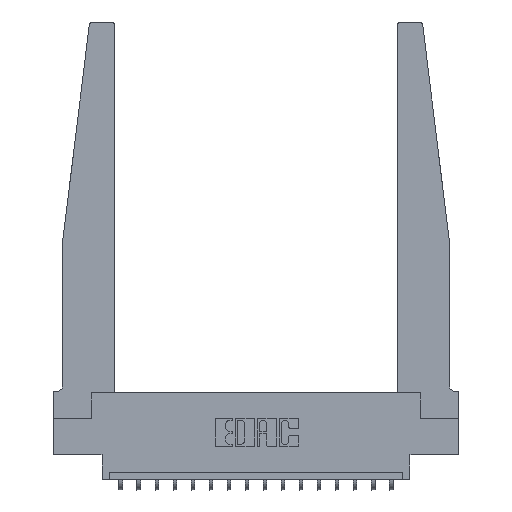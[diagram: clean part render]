
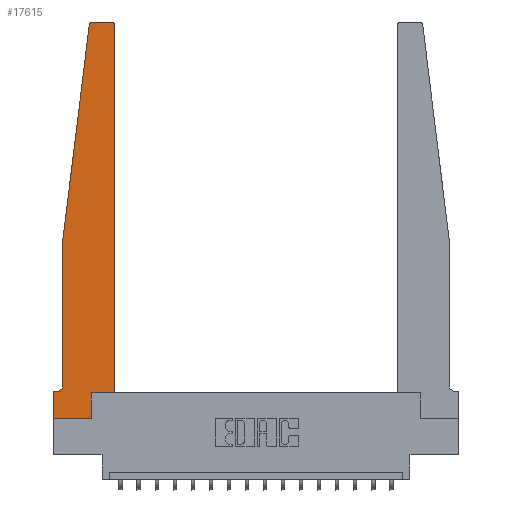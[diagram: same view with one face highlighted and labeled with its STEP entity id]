
A CAD part, top view. The second image highlights one B-rep face of the part: STEP entity #17615.
In plain terms, the highlighted planar face has unit normal (0, 0, 1).
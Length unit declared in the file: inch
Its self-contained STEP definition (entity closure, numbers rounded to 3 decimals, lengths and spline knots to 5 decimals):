
#115 = DIRECTION ( 'NONE',  ( -0.122, -0.992, 0. ) ) ;
#444 = LINE ( 'NONE', #18215, #15607 ) ;
#822 = LINE ( 'NONE', #5063, #15098 ) ;
#826 = DIRECTION ( 'NONE',  ( 0., 0., 1. ) ) ;
#956 = VERTEX_POINT ( 'NONE', #13650 ) ;
#1317 = DIRECTION ( 'NONE',  ( -1., 0., 0. ) ) ;
#1662 = ORIENTED_EDGE ( 'NONE', *, *, #8643, .T. ) ;
#1779 = DIRECTION ( 'NONE',  ( 0., 0., -1. ) ) ;
#1803 = AXIS2_PLACEMENT_3D ( 'NONE', #3478, #13478, #4942 ) ;
#1869 = VECTOR ( 'NONE', #14254, 39.37008 ) ;
#2173 = CARTESIAN_POINT ( 'NONE',  ( 0.395, 2.75, 0.37 ) ) ;
#2177 = DIRECTION ( 'NONE',  ( 1., 0., 0. ) ) ;
#2310 = EDGE_CURVE ( 'NONE', #3594, #15868, #10651, .T. ) ;
#2338 = EDGE_CURVE ( 'NONE', #16502, #15517, #2593, .T. ) ;
#2562 = VERTEX_POINT ( 'NONE', #14823 ) ;
#2593 = LINE ( 'NONE', #8663, #13978 ) ;
#2830 = VECTOR ( 'NONE', #18138, 39.37008 ) ;
#2856 = VERTEX_POINT ( 'NONE', #10274 ) ;
#2979 = VECTOR ( 'NONE', #12323, 39.37008 ) ;
#3238 = CARTESIAN_POINT ( 'NONE',  ( 0.2605, 0., 0.37 ) ) ;
#3470 = DIRECTION ( 'NONE',  ( 1., 0., 0. ) ) ;
#3478 = CARTESIAN_POINT ( 'NONE',  ( 0.395, 2.72, 0.37 ) ) ;
#3594 = VERTEX_POINT ( 'NONE', #3238 ) ;
#4026 = CARTESIAN_POINT ( 'NONE',  ( 0., 0.1875, 0.37 ) ) ;
#4937 = AXIS2_PLACEMENT_3D ( 'NONE', #9381, #826, #10821 ) ;
#4942 = DIRECTION ( 'NONE',  ( 1., 0., 0. ) ) ;
#5044 = EDGE_CURVE ( 'NONE', #2856, #16502, #13474, .T. ) ;
#5063 = CARTESIAN_POINT ( 'NONE',  ( 0.065, 1.25, 0.37 ) ) ;
#5109 = VERTEX_POINT ( 'NONE', #8117 ) ;
#5213 = CARTESIAN_POINT ( 'NONE',  ( 0.425, 0.18, 0.37 ) ) ;
#5378 = ORIENTED_EDGE ( 'NONE', *, *, #10809, .T. ) ;
#5627 = CIRCLE ( 'NONE', #9376, 0.05 ) ;
#6071 = ORIENTED_EDGE ( 'NONE', *, *, #16827, .T. ) ;
#6675 = CIRCLE ( 'NONE', #1803, 0.03 ) ;
#6748 = EDGE_CURVE ( 'NONE', #9274, #956, #444, .T. ) ;
#7000 = DIRECTION ( 'NONE',  ( 0., -1., 0. ) ) ;
#7002 = CARTESIAN_POINT ( 'NONE',  ( 0.425, 0.18, 0.37 ) ) ;
#7844 = CARTESIAN_POINT ( 'NONE',  ( 0.065, 1.25, 0.37 ) ) ;
#8117 = CARTESIAN_POINT ( 'NONE',  ( 0.065, 0.2375, 0.37 ) ) ;
#8220 = CARTESIAN_POINT ( 'NONE',  ( 0.065, 0.1875, 0.37 ) ) ;
#8257 = VERTEX_POINT ( 'NONE', #14665 ) ;
#8519 = ORIENTED_EDGE ( 'NONE', *, *, #9382, .T. ) ;
#8635 = VERTEX_POINT ( 'NONE', #2173 ) ;
#8643 = EDGE_CURVE ( 'NONE', #15517, #5109, #822, .T. ) ;
#8663 = CARTESIAN_POINT ( 'NONE',  ( 0.065, 1.25, 0.37 ) ) ;
#8746 = EDGE_CURVE ( 'NONE', #2562, #9274, #10438, .T. ) ;
#9274 = VERTEX_POINT ( 'NONE', #4026 ) ;
#9301 = PLANE ( 'NONE',  #18154 ) ;
#9358 = DIRECTION ( 'NONE',  ( 0., -1., 0. ) ) ;
#9376 = AXIS2_PLACEMENT_3D ( 'NONE', #10334, #1779, #11766 ) ;
#9381 = CARTESIAN_POINT ( 'NONE',  ( 0.27653, 2.72, 0.37 ) ) ;
#9382 = EDGE_CURVE ( 'NONE', #956, #3594, #17003, .T. ) ;
#9815 = CARTESIAN_POINT ( 'NONE',  ( 0.25, 2.75, 0.37 ) ) ;
#10108 = ORIENTED_EDGE ( 'NONE', *, *, #6748, .T. ) ;
#10274 = CARTESIAN_POINT ( 'NONE',  ( 0.27653, 2.75, 0.37 ) ) ;
#10334 = CARTESIAN_POINT ( 'NONE',  ( 0.015, 0.2375, 0.37 ) ) ;
#10438 = LINE ( 'NONE', #8220, #2830 ) ;
#10651 = LINE ( 'NONE', #11428, #14419 ) ;
#10746 = DIRECTION ( 'NONE',  ( 0., 0., 1. ) ) ;
#10809 = EDGE_CURVE ( 'NONE', #15868, #12700, #14096, .T. ) ;
#10820 = ORIENTED_EDGE ( 'NONE', *, *, #2338, .T. ) ;
#10821 = DIRECTION ( 'NONE',  ( 1., 0., 0. ) ) ;
#11428 = CARTESIAN_POINT ( 'NONE',  ( 0.2605, 0.18, 0.37 ) ) ;
#11473 = ORIENTED_EDGE ( 'NONE', *, *, #8746, .T. ) ;
#11496 = ORIENTED_EDGE ( 'NONE', *, *, #15663, .T. ) ;
#11766 = DIRECTION ( 'NONE',  ( -1., 0., 0. ) ) ;
#12323 = DIRECTION ( 'NONE',  ( 0., 1., 0. ) ) ;
#12664 = EDGE_CURVE ( 'NONE', #8635, #2856, #16686, .T. ) ;
#12700 = VERTEX_POINT ( 'NONE', #7002 ) ;
#12849 = CARTESIAN_POINT ( 'NONE',  ( 0., 0., 0.37 ) ) ;
#13061 = EDGE_CURVE ( 'NONE', #8257, #8635, #6675, .T. ) ;
#13464 = CARTESIAN_POINT ( 'NONE',  ( 0.425, 0.18, 0.37 ) ) ;
#13474 = CIRCLE ( 'NONE', #4937, 0.03 ) ;
#13478 = DIRECTION ( 'NONE',  ( 0., 0., 1. ) ) ;
#13551 = CARTESIAN_POINT ( 'NONE',  ( 0., 0.1875, 0.37 ) ) ;
#13650 = CARTESIAN_POINT ( 'NONE',  ( 0., 0., 0.37 ) ) ;
#13733 = EDGE_LOOP ( 'NONE', ( #17952, #15738, #10820, #1662, #6071, #11473, #10108, #8519, #18270, #5378, #11496, #17663 ) ) ;
#13978 = VECTOR ( 'NONE', #115, 39.37008 ) ;
#14096 = LINE ( 'NONE', #13464, #17386 ) ;
#14191 = CARTESIAN_POINT ( 'NONE',  ( 0.2605, 0.18, 0.37 ) ) ;
#14254 = DIRECTION ( 'NONE',  ( 1., 0., 0. ) ) ;
#14419 = VECTOR ( 'NONE', #15631, 39.37008 ) ;
#14665 = CARTESIAN_POINT ( 'NONE',  ( 0.425, 2.72, 0.37 ) ) ;
#14823 = CARTESIAN_POINT ( 'NONE',  ( 0.015, 0.1875, 0.37 ) ) ;
#15098 = VECTOR ( 'NONE', #9358, 39.37008 ) ;
#15517 = VERTEX_POINT ( 'NONE', #7844 ) ;
#15607 = VECTOR ( 'NONE', #7000, 39.37008 ) ;
#15631 = DIRECTION ( 'NONE',  ( 0., 1., 0. ) ) ;
#15663 = EDGE_CURVE ( 'NONE', #12700, #8257, #17655, .T. ) ;
#15738 = ORIENTED_EDGE ( 'NONE', *, *, #5044, .T. ) ;
#15832 = FACE_OUTER_BOUND ( 'NONE', #13733, .T. ) ;
#15868 = VERTEX_POINT ( 'NONE', #14191 ) ;
#16259 = VECTOR ( 'NONE', #1317, 39.37008 ) ;
#16502 = VERTEX_POINT ( 'NONE', #16597 ) ;
#16597 = CARTESIAN_POINT ( 'NONE',  ( 0.24675, 2.72367, 0.37 ) ) ;
#16686 = LINE ( 'NONE', #9815, #16259 ) ;
#16827 = EDGE_CURVE ( 'NONE', #5109, #2562, #5627, .T. ) ;
#17003 = LINE ( 'NONE', #12849, #1869 ) ;
#17386 = VECTOR ( 'NONE', #3470, 39.37008 ) ;
#17615 = ADVANCED_FACE ( 'NONE', ( #15832 ), #9301, .T. ) ;
#17655 = LINE ( 'NONE', #5213, #2979 ) ;
#17663 = ORIENTED_EDGE ( 'NONE', *, *, #13061, .T. ) ;
#17952 = ORIENTED_EDGE ( 'NONE', *, *, #12664, .T. ) ;
#18138 = DIRECTION ( 'NONE',  ( -1., 0., 0. ) ) ;
#18154 = AXIS2_PLACEMENT_3D ( 'NONE', #13551, #10746, #2177 ) ;
#18215 = CARTESIAN_POINT ( 'NONE',  ( 0., 0., 0.37 ) ) ;
#18270 = ORIENTED_EDGE ( 'NONE', *, *, #2310, .T. ) ;
